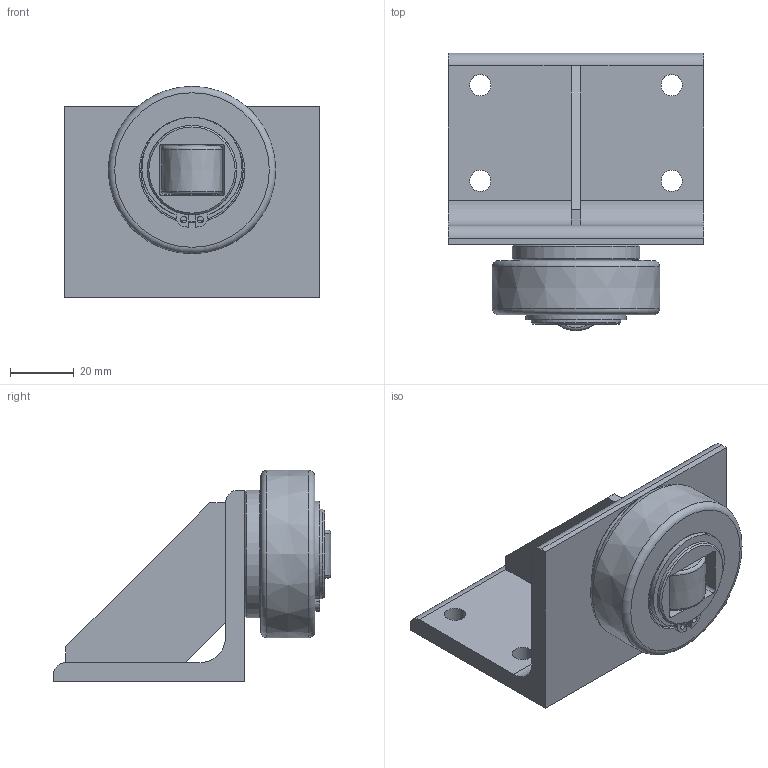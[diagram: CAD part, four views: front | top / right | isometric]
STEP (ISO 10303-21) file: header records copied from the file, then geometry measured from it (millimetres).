
FILE_DESCRIPTION(/* description */ ('-','CAx-IF Rec.Pracs.---Representation and Presentation of Product Manufacturing Information (PMI)---4.0---2014-10-13'),/* implementation_level */ '2;1');
FILE_NAME(/* name */ 'd409c155-3985-4600-a485-0478116540d5.stp',/* time_stamp */ '2020-04-01T16:25:21+02:00',/* author */ ('-'),/* organization */ ('NTI CADcenter A/S'),/* preprocessor_version */ 'ST-DEVELOPER v18',/* originating_system */ 'Autodesk Inventor 2020',/* authorisation */ '-');
FILE_SCHEMA (('AP242_MANAGED_MODEL_BASED_3D_ENGINEERING_MIM_LF { 1 0 10303 442 1 1 4 }'));
Length unit declared in the file: millimetre
Products named in the file (1): TR 050.0200 BW1200_Kontur
Bounding box: 80 x 87 x 66.25 mm (x, y, z)
Volume: 99727.5 mm3; surface area: 40939.9 mm2
Topology: 1 solids, 1 shells, 392 faces, 1094 edges, 536 vertices
Faces by surface type: plane 229, cylinder 152, torus 6, cone 3, bspline 2
Full cylindrical faces by diameter (mm): 2 x2, 6.647 x4, 8.5 x2, 9.5 x2, 10.5 x2, 26.6 x1, 28 x2, 32 x1, 33 x2, 36 x2, 38 x2, 40 x1, 46 x2
Entity records: 12882 total; most frequent: DIRECTION 2741, ORIENTED_EDGE 2188, CARTESIAN_POINT 2075, AXIS2_PLACEMENT_3D 1256, EDGE_CURVE 1094, CIRCLE 865, VERTEX_POINT 536, EDGE_LOOP 421
